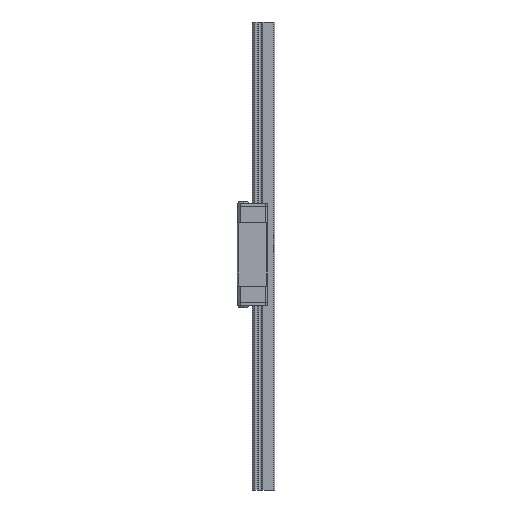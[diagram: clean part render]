
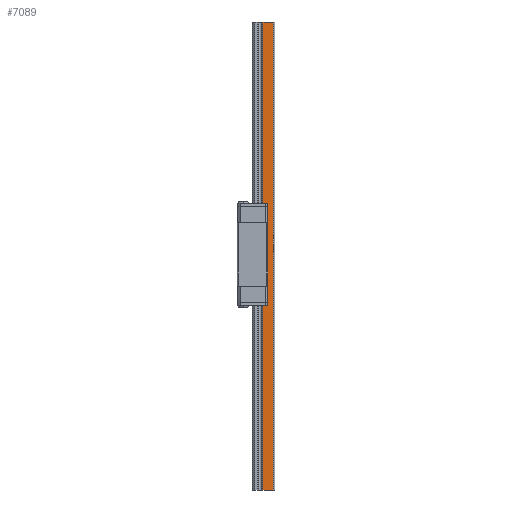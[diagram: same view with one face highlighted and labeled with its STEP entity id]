
A CAD part, left-side view. The second image highlights one B-rep face of the part: STEP entity #7089.
In plain terms, the highlighted planar face has unit normal (-1, 0, 0).
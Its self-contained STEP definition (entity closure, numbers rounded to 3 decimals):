
#545 = ORIENTED_EDGE ( 'NONE', *, *, #6641, .T. ) ;
#876 = VERTEX_POINT ( 'NONE', #5314 ) ;
#1030 = LINE ( 'NONE', #6365, #3138 ) ;
#1606 = ORIENTED_EDGE ( 'NONE', *, *, #3679, .T. ) ;
#2010 = VERTEX_POINT ( 'NONE', #7472 ) ;
#2083 = DIRECTION ( 'NONE',  ( 0., 1., 0. ) ) ;
#2321 = DIRECTION ( 'NONE',  ( 0., -1., 0. ) ) ;
#2417 = VERTEX_POINT ( 'NONE', #2808 ) ;
#2808 = CARTESIAN_POINT ( 'NONE',  ( -3.5, 0.3, 50. ) ) ;
#3138 = VECTOR ( 'NONE', #4960, 1000. ) ;
#3567 = CARTESIAN_POINT ( 'NONE',  ( -3.5, 0., -50. ) ) ;
#3679 = EDGE_CURVE ( 'NONE', #876, #2010, #1030, .T. ) ;
#4172 = PLANE ( 'NONE',  #7270 ) ;
#4416 = EDGE_LOOP ( 'NONE', ( #8479, #545, #8534, #1606 ) ) ;
#4468 = DIRECTION ( 'NONE',  ( 0., -1., 0. ) ) ;
#4712 = DIRECTION ( 'NONE',  ( 1., 0., 0. ) ) ;
#4957 = LINE ( 'NONE', #5664, #8151 ) ;
#4960 = DIRECTION ( 'NONE',  ( 0., 0., -1. ) ) ;
#5314 = CARTESIAN_POINT ( 'NONE',  ( -3.5, 2.53, 50. ) ) ;
#5664 = CARTESIAN_POINT ( 'NONE',  ( -3.5, 0.3, 50. ) ) ;
#5684 = VECTOR ( 'NONE', #4468, 1000. ) ;
#6258 = LINE ( 'NONE', #3567, #8244 ) ;
#6280 = VERTEX_POINT ( 'NONE', #8454 ) ;
#6365 = CARTESIAN_POINT ( 'NONE',  ( -3.5, 2.53, 50. ) ) ;
#6641 = EDGE_CURVE ( 'NONE', #6280, #2417, #4957, .T. ) ;
#6856 = CARTESIAN_POINT ( 'NONE',  ( -3.5, 0., 50. ) ) ;
#6892 = DIRECTION ( 'NONE',  ( 0., 0., 1. ) ) ;
#7089 = ADVANCED_FACE ( 'NONE', ( #7567 ), #4172, .F. ) ;
#7270 = AXIS2_PLACEMENT_3D ( 'NONE', #6856, #4712, #2083 ) ;
#7472 = CARTESIAN_POINT ( 'NONE',  ( -3.5, 2.53, -50. ) ) ;
#7567 = FACE_OUTER_BOUND ( 'NONE', #4416, .T. ) ;
#7658 = EDGE_CURVE ( 'NONE', #876, #2417, #8574, .T. ) ;
#7959 = CARTESIAN_POINT ( 'NONE',  ( -3.5, 0., 50. ) ) ;
#8151 = VECTOR ( 'NONE', #6892, 1000. ) ;
#8244 = VECTOR ( 'NONE', #2321, 1000. ) ;
#8454 = CARTESIAN_POINT ( 'NONE',  ( -3.5, 0.3, -50. ) ) ;
#8479 = ORIENTED_EDGE ( 'NONE', *, *, #8752, .T. ) ;
#8534 = ORIENTED_EDGE ( 'NONE', *, *, #7658, .F. ) ;
#8574 = LINE ( 'NONE', #7959, #5684 ) ;
#8752 = EDGE_CURVE ( 'NONE', #2010, #6280, #6258, .T. ) ;
